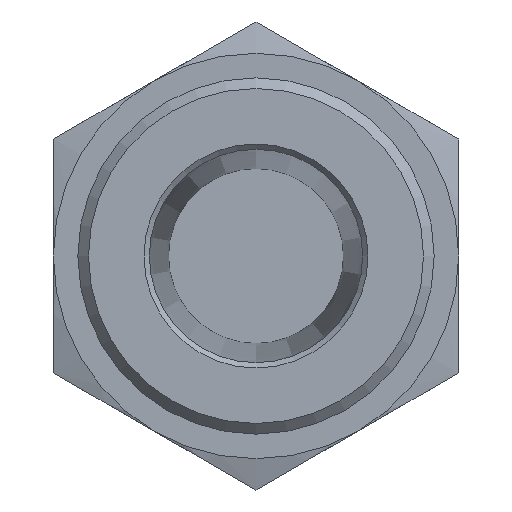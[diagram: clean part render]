
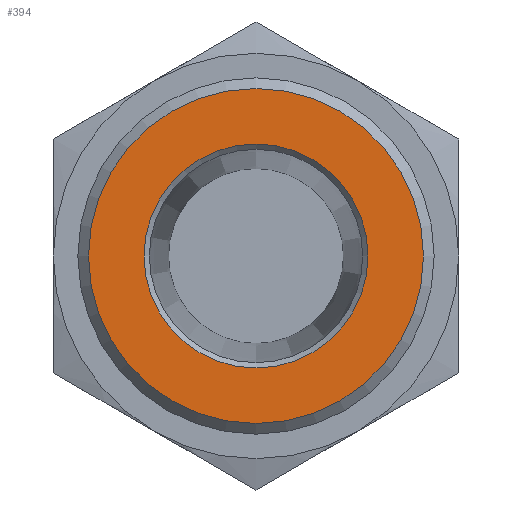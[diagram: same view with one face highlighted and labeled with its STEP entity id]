
A CAD part, front view. The second image highlights one B-rep face of the part: STEP entity #394.
In plain terms, the highlighted planar face has unit normal (0, -1, 0).
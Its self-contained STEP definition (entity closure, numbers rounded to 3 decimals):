
#54=PLANE('',#430);
#66=FACE_BOUND('',#112,.T.);
#78=FACE_OUTER_BOUND('',#111,.T.);
#111=EDGE_LOOP('',(#269));
#112=EDGE_LOOP('',(#270));
#153=CIRCLE('',#428,7.85);
#155=CIRCLE('',#431,5.25);
#177=VERTEX_POINT('',#605);
#179=VERTEX_POINT('',#610);
#213=EDGE_CURVE('',#177,#177,#153,.T.);
#215=EDGE_CURVE('',#179,#179,#155,.T.);
#269=ORIENTED_EDGE('',*,*,#213,.F.);
#270=ORIENTED_EDGE('',*,*,#215,.F.);
#394=ADVANCED_FACE('',(#78,#66),#54,.T.);
#428=AXIS2_PLACEMENT_3D('',#606,#487,#488);
#430=AXIS2_PLACEMENT_3D('',#609,#491,#492);
#431=AXIS2_PLACEMENT_3D('',#611,#493,#494);
#487=DIRECTION('center_axis',(0.,1.,0.));
#488=DIRECTION('ref_axis',(0.,0.,-1.));
#491=DIRECTION('center_axis',(0.,-1.,0.));
#492=DIRECTION('ref_axis',(0.,0.,-1.));
#493=DIRECTION('center_axis',(0.,-1.,0.));
#494=DIRECTION('ref_axis',(0.,0.,-1.));
#605=CARTESIAN_POINT('',(0.,0.,7.85));
#606=CARTESIAN_POINT('Origin',(0.,0.,0.));
#609=CARTESIAN_POINT('Origin',(0.,0.,8.35));
#610=CARTESIAN_POINT('',(0.,0.,5.25));
#611=CARTESIAN_POINT('Origin',(0.,0.,0.));
